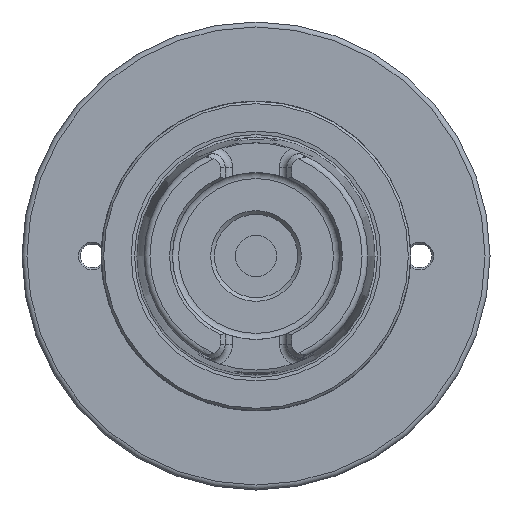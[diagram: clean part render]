
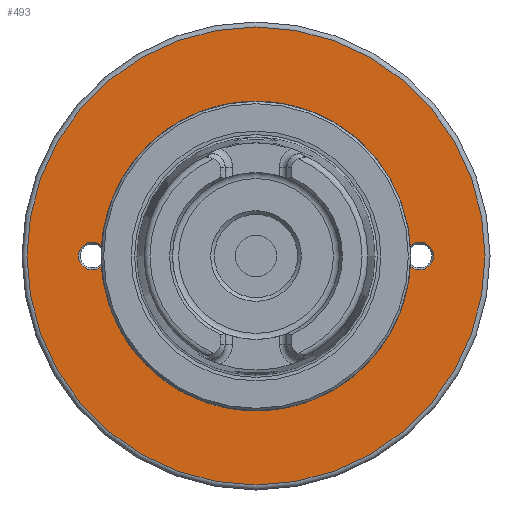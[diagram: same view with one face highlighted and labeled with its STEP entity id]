
A CAD part, left-side view. The second image highlights one B-rep face of the part: STEP entity #493.
In plain terms, the highlighted planar face has unit normal (-1, 0, 0).
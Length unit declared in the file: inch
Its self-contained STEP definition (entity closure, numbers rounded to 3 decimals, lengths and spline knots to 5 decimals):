
#440=CARTESIAN_POINT('',(1.66,1.06362,0.));
#441=VERTEX_POINT('',#440);
#442=CARTESIAN_POINT('',(1.66,0.0,0.0));
#443=DIRECTION('',(-1.0,0.0,0.0));
#444=DIRECTION('',(0.0,-1.0,0.0));
#445=AXIS2_PLACEMENT_3D('',#442,#443,#444);
#446=CIRCLE('',#445,1.06362);
#447=EDGE_CURVE('',#441,#441,#446,.T.);
#452=CARTESIAN_POINT('',(1.66,1.44931,0.0));
#453=DIRECTION('',(-1.0,0.0,0.0));
#454=DIRECTION('',(0.0,0.0,1.0));
#455=AXIS2_PLACEMENT_3D('',#452,#453,#454);
#456=PLANE('',#455);
#457=CARTESIAN_POINT('',(1.66,1.835,0.0));
#458=VERTEX_POINT('',#457);
#459=CARTESIAN_POINT('',(1.66,0.0,0.0));
#460=DIRECTION('',(1.0,0.0,0.0));
#461=DIRECTION('',(0.0,-1.0,0.0));
#462=AXIS2_PLACEMENT_3D('',#459,#460,#461);
#463=CIRCLE('',#462,1.835);
#464=EDGE_CURVE('',#458,#458,#463,.T.);
#465=ORIENTED_EDGE('',*,*,#464,.F.);
#466=EDGE_LOOP('',(#465));
#467=FACE_OUTER_BOUND('',#466,.T.);
#468=CARTESIAN_POINT('',(1.66,1.312,0.11086));
#469=VERTEX_POINT('',#468);
#470=CARTESIAN_POINT('',(1.66,1.312,0.0));
#471=DIRECTION('',(1.0,0.0,0.0));
#472=DIRECTION('',(0.0,0.0,-1.0));
#473=AXIS2_PLACEMENT_3D('',#470,#471,#472);
#474=CIRCLE('',#473,0.11086);
#475=EDGE_CURVE('',#469,#469,#474,.T.);
#476=ORIENTED_EDGE('',*,*,#475,.T.);
#477=EDGE_LOOP('',(#476));
#478=FACE_BOUND('',#477,.T.);
#479=CARTESIAN_POINT('',(1.66,-1.312,0.11086));
#480=VERTEX_POINT('',#479);
#481=CARTESIAN_POINT('',(1.66,-1.312,0.0));
#482=DIRECTION('',(1.0,0.0,0.0));
#483=DIRECTION('',(0.0,0.0,-1.0));
#484=AXIS2_PLACEMENT_3D('',#481,#482,#483);
#485=CIRCLE('',#484,0.11086);
#486=EDGE_CURVE('',#480,#480,#485,.T.);
#487=ORIENTED_EDGE('',*,*,#486,.T.);
#488=EDGE_LOOP('',(#487));
#489=FACE_BOUND('',#488,.T.);
#490=ORIENTED_EDGE('',*,*,#447,.F.);
#491=EDGE_LOOP('',(#490));
#492=FACE_BOUND('',#491,.T.);
#493=ADVANCED_FACE('',(#467,#478,#489,#492),#456,.T.);
